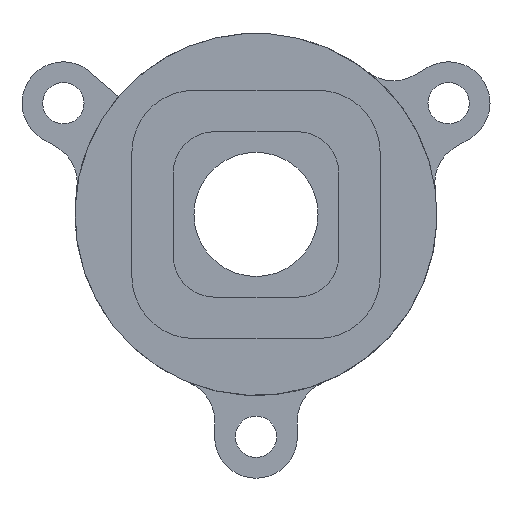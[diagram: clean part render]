
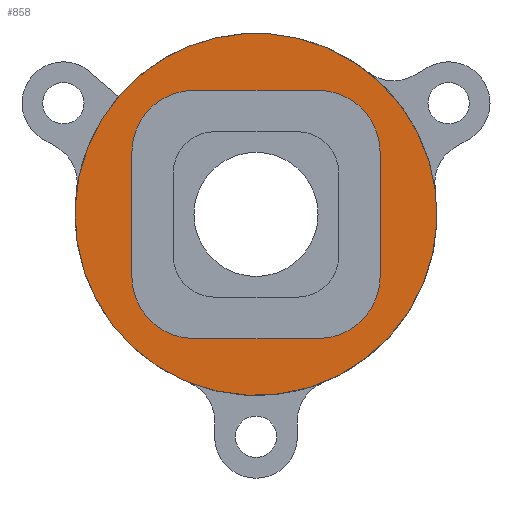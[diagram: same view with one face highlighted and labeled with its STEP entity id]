
A CAD part, front view. The second image highlights one B-rep face of the part: STEP entity #858.
In plain terms, the highlighted planar face has unit normal (0, -1, 0).
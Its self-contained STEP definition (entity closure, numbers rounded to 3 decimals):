
#43=FACE_BOUND('',#116,.T.);
#64=FACE_OUTER_BOUND('',#115,.T.);
#115=EDGE_LOOP('',(#676,#677));
#116=EDGE_LOOP('',(#678,#679,#680,#681,#682,#683,#684,#685));
#181=CIRCLE('',#949,4.375);
#182=CIRCLE('',#950,4.375);
#184=CIRCLE('',#955,1.5);
#185=CIRCLE('',#956,1.5);
#186=CIRCLE('',#957,1.5);
#187=CIRCLE('',#958,1.5);
#237=LINE('',#1421,#309);
#238=LINE('',#1425,#310);
#239=LINE('',#1429,#311);
#240=LINE('',#1433,#312);
#309=VECTOR('',#1147,10.);
#310=VECTOR('',#1150,10.);
#311=VECTOR('',#1153,10.);
#312=VECTOR('',#1156,10.);
#397=VERTEX_POINT('',#1408);
#398=VERTEX_POINT('',#1410);
#399=VERTEX_POINT('',#1419);
#400=VERTEX_POINT('',#1420);
#401=VERTEX_POINT('',#1422);
#402=VERTEX_POINT('',#1424);
#403=VERTEX_POINT('',#1426);
#404=VERTEX_POINT('',#1428);
#405=VERTEX_POINT('',#1430);
#406=VERTEX_POINT('',#1432);
#500=EDGE_CURVE('',#397,#398,#181,.T.);
#501=EDGE_CURVE('',#398,#397,#182,.T.);
#505=EDGE_CURVE('',#399,#400,#237,.T.);
#506=EDGE_CURVE('',#400,#401,#184,.T.);
#507=EDGE_CURVE('',#401,#402,#238,.T.);
#508=EDGE_CURVE('',#402,#403,#185,.T.);
#509=EDGE_CURVE('',#403,#404,#239,.T.);
#510=EDGE_CURVE('',#404,#405,#186,.T.);
#511=EDGE_CURVE('',#405,#406,#240,.T.);
#512=EDGE_CURVE('',#406,#399,#187,.T.);
#676=ORIENTED_EDGE('',*,*,#501,.F.);
#677=ORIENTED_EDGE('',*,*,#500,.F.);
#678=ORIENTED_EDGE('',*,*,#505,.T.);
#679=ORIENTED_EDGE('',*,*,#506,.T.);
#680=ORIENTED_EDGE('',*,*,#507,.T.);
#681=ORIENTED_EDGE('',*,*,#508,.T.);
#682=ORIENTED_EDGE('',*,*,#509,.T.);
#683=ORIENTED_EDGE('',*,*,#510,.T.);
#684=ORIENTED_EDGE('',*,*,#511,.T.);
#685=ORIENTED_EDGE('',*,*,#512,.T.);
#827=PLANE('',#954);
#858=ADVANCED_FACE('',(#64,#43),#827,.F.);
#949=AXIS2_PLACEMENT_3D('',#1411,#1133,#1134);
#950=AXIS2_PLACEMENT_3D('',#1412,#1135,#1136);
#954=AXIS2_PLACEMENT_3D('',#1418,#1145,#1146);
#955=AXIS2_PLACEMENT_3D('',#1423,#1148,#1149);
#956=AXIS2_PLACEMENT_3D('',#1427,#1151,#1152);
#957=AXIS2_PLACEMENT_3D('',#1431,#1154,#1155);
#958=AXIS2_PLACEMENT_3D('',#1434,#1157,#1158);
#1133=DIRECTION('center_axis',(0.,1.,0.));
#1134=DIRECTION('ref_axis',(-0.729,0.,0.685));
#1135=DIRECTION('center_axis',(0.,1.,0.));
#1136=DIRECTION('ref_axis',(-0.729,0.,0.685));
#1145=DIRECTION('center_axis',(0.,1.,0.));
#1146=DIRECTION('ref_axis',(-1.,0.,0.));
#1147=DIRECTION('',(0.,0.,-1.));
#1148=DIRECTION('center_axis',(0.,1.,0.));
#1149=DIRECTION('ref_axis',(1.,0.,0.));
#1150=DIRECTION('',(-1.,0.,0.));
#1151=DIRECTION('center_axis',(0.,1.,0.));
#1152=DIRECTION('ref_axis',(0.,0.,-1.));
#1153=DIRECTION('',(0.,0.,1.));
#1154=DIRECTION('center_axis',(0.,1.,0.));
#1155=DIRECTION('ref_axis',(-1.,0.,0.));
#1156=DIRECTION('',(1.,0.,0.));
#1157=DIRECTION('center_axis',(0.,1.,0.));
#1158=DIRECTION('ref_axis',(0.,0.,1.));
#1408=CARTESIAN_POINT('',(1.,4.5,4.259));
#1410=CARTESIAN_POINT('',(-2.703,4.5,3.44));
#1411=CARTESIAN_POINT('Origin',(0.,4.5,0.));
#1412=CARTESIAN_POINT('Origin',(0.,4.5,0.));
#1418=CARTESIAN_POINT('Origin',(0.,4.5,-1.));
#1419=CARTESIAN_POINT('',(3.,4.5,1.5));
#1420=CARTESIAN_POINT('',(3.,4.5,-1.5));
#1421=CARTESIAN_POINT('',(3.,4.5,1.5));
#1422=CARTESIAN_POINT('',(1.5,4.5,-3.));
#1423=CARTESIAN_POINT('Origin',(1.5,4.5,-1.5));
#1424=CARTESIAN_POINT('',(-1.5,4.5,-3.));
#1425=CARTESIAN_POINT('',(1.5,4.5,-3.));
#1426=CARTESIAN_POINT('',(-3.,4.5,-1.5));
#1427=CARTESIAN_POINT('Origin',(-1.5,4.5,-1.5));
#1428=CARTESIAN_POINT('',(-3.,4.5,1.5));
#1429=CARTESIAN_POINT('',(-3.,4.5,-1.5));
#1430=CARTESIAN_POINT('',(-1.5,4.5,3.));
#1431=CARTESIAN_POINT('Origin',(-1.5,4.5,1.5));
#1432=CARTESIAN_POINT('',(1.5,4.5,3.));
#1433=CARTESIAN_POINT('',(-1.5,4.5,3.));
#1434=CARTESIAN_POINT('Origin',(1.5,4.5,1.5));
